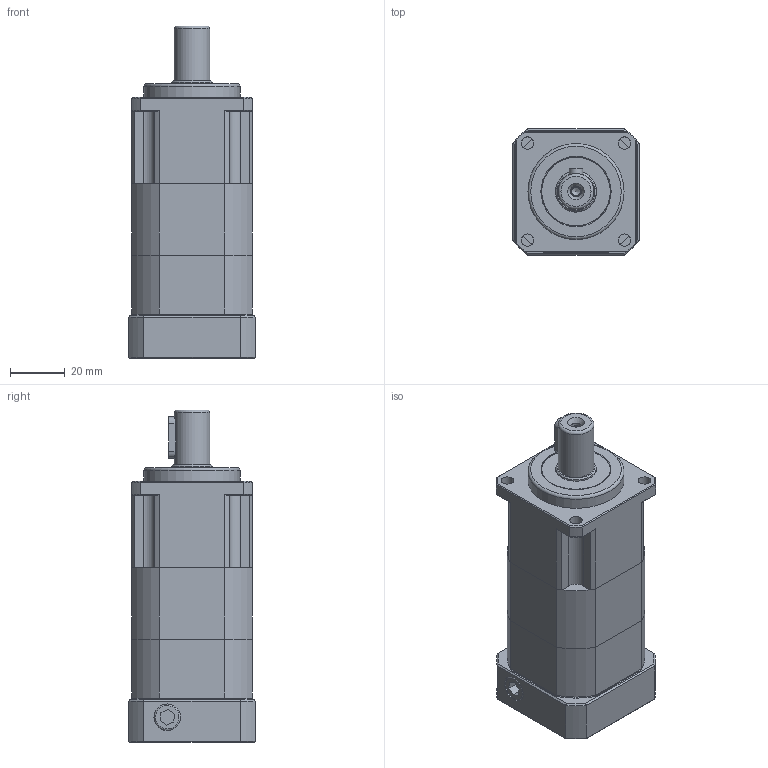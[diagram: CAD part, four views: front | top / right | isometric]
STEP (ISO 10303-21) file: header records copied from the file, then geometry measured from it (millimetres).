
FILE_DESCRIPTION((''),'2;1');
FILE_NAME('KSB-44A.stp','2016-09-30T15:23:38',('Young'),(''),'Autodesk Inventor 2012','Autodesk Inventor 2012','');
FILE_SCHEMA(('AUTOMOTIVE_DESIGN { 1 0 10303 214 1 1 1 1 }'));
Length unit declared in the file: millimetre
Products named in the file (3): 조립품7; KSB-44A; 44-set collar
Assembly tree (2 placements, depth 2):
  조립품7
    KSB-44A
    44-set collar
Bounding box: 46 x 46 x 121 mm (x, y, z)
Volume: 137702.2 mm3; surface area: 51382.8 mm2
Topology: 17 solids, 17 shells, 481 faces, 1146 edges, 729 vertices
Faces by surface type: plane 261, cylinder 126, cone 75, torus 10, bspline 9
Full cylindrical faces by diameter (mm): 2.5 x4, 3.242 x1, 3.3 x9, 3.5 x4, 4 x6, 4.2 x4, 4.5 x9, 6 x4, 7 x5, 7.5 x4, 8.2 x1, 9.5 x2, 13 x1, 14.2 x1, 14.8 x2, 15 x3, 25 x4, 27 x1, 28 x1, 30 x2, 32 x2, 35 x1
Entity records: 13996 total; most frequent: CARTESIAN_POINT 3213, DIRECTION 2237, ORIENTED_EDGE 1990, EDGE_CURVE 995, AXIS2_PLACEMENT_3D 857, VERTEX_POINT 698, EDGE_LOOP 681, VECTOR 523
